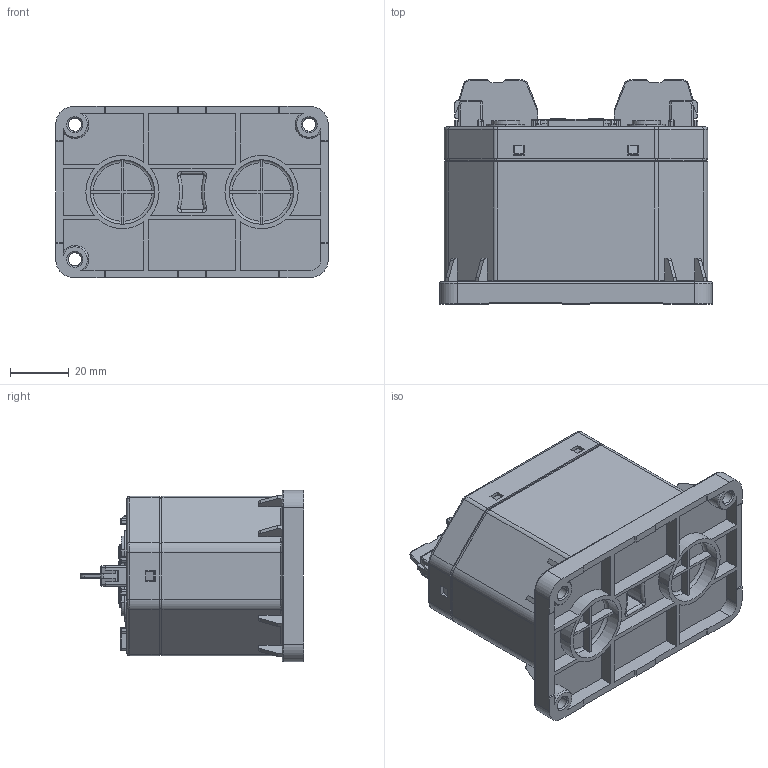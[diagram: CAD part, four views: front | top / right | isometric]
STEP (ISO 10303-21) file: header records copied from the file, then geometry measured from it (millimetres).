
FILE_DESCRIPTION((''),'2;1');
FILE_NAME('EVQ50SD_DOUBLE_CON0001_ASM','2020-04-20T11:12:07',('Administrator'),(''),'CREO PARAMETRIC BY PTC INC, 2018400','CREO PARAMETRIC BY PTC INC, 2018400','');
FILE_SCHEMA(('CONFIG_CONTROL_DESIGN'));
Length unit declared in the file: millimetre
Products named in the file (25): PRT0004_1; _30510_1; _1053500_1; _124100_1; _1367900_1; _211310_1; _2851700_1; _3037100_1; _359700_1; _421340_1; _601730_1; _720020_1; _781880_1; _856260_1; PRT0007_ASM_1_ASM; PRT0005_1; PRT0008_1_1; PRT0008_1_2; PRT0008_1_3; PRT0008_1_4; PRT0008_1_5; PRT0008_1_ASM; JCQ100S0001_ASM_1_ASM; EVQ100SD12DA_ASM_1_ASM; EVQ50SD_DOUBLE_CON0001_ASM
Assembly tree (25 placements, depth 5):
  EVQ50SD_DOUBLE_CON0001_ASM
    EVQ100SD12DA_ASM_1_ASM
      JCQ100S0001_ASM_1_ASM
        PRT0004_1  x2
        PRT0007_ASM_1_ASM
          _30510_1
          _1053500_1
          _124100_1
          _1367900_1
          _211310_1
          _2851700_1
          _3037100_1
          _359700_1
          _421340_1
          _601730_1
          _720020_1
          _781880_1
          _856260_1
        PRT0005_1
        PRT0008_1_ASM
          PRT0008_1_1
          PRT0008_1_2
          PRT0008_1_3
          PRT0008_1_4
          PRT0008_1_5
Bounding box: 93 x 76.5 x 58.5 mm (x, y, z)
Volume: 81071 mm3; surface area: 83887.7 mm2
Topology: 19 solids, 19 shells, 1559 faces, 4094 edges, 2520 vertices
Faces by surface type: plane 741, cylinder 493, sphere 107, torus 101, extrusion 56, cone 35, bspline 26
Entity records: 49684 total; most frequent: CARTESIAN_POINT 10853, DIRECTION 8140, ORIENTED_EDGE 7958, EDGE_CURVE 3979, AXIS2_PLACEMENT_3D 2808, VECTOR 2524, VERTEX_POINT 2520, LINE 2468
